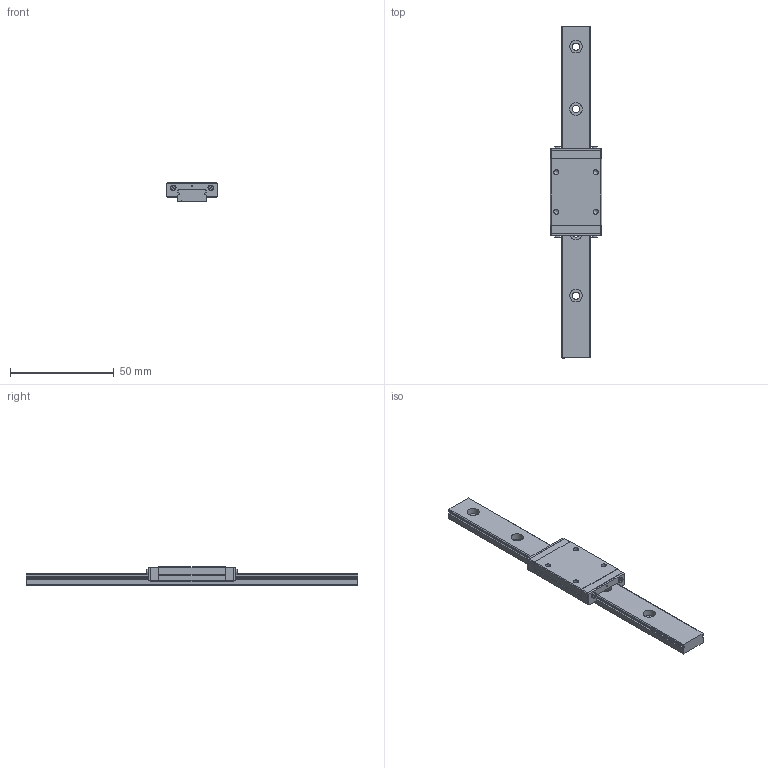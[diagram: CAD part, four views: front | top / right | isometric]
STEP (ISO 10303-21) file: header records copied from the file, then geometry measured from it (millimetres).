
FILE_DESCRIPTION( ( 'Unknown' ), '1' );
FILE_NAME( 'MB7LUU1-160L10_10.step', 'Unknown', ( 'Unknown' ), ( 'Unknown' ), 'PSStep 15.0.49', 'Unknown', ' ' );
FILE_SCHEMA( ( 'AUTOMOTIVE_DESIGN { 1 0 10303 214 1 1 1 1 }' ) );
Length unit declared in the file: millimetre
Products named in the file (3): Assem1; MB 7_RAIL; MB 7L_BLOCK
Assembly tree (2 placements, depth 2):
  Assem1
    MB 7_RAIL
    MB 7L_BLOCK
Bounding box: 25 x 160 x 9 mm (x, y, z)
Volume: 16610.1 mm3; surface area: 10442.7 mm2
Topology: 2 solids, 2 shells, 175 faces, 473 edges, 317 vertices
Faces by surface type: plane 131, cylinder 40, cone 4
Full cylindrical faces by diameter (mm): 0.5 x2, 2.459 x4, 2.6 x4, 3.5 x5, 6 x5
Entity records: 6704 total; most frequent: CARTESIAN_POINT 918, DIRECTION 872, ORIENTED_EDGE 868, EDGE_CURVE 434, LINE 352, VECTOR 352, VERTEX_POINT 306, AXIS2_PLACEMENT_3D 260
